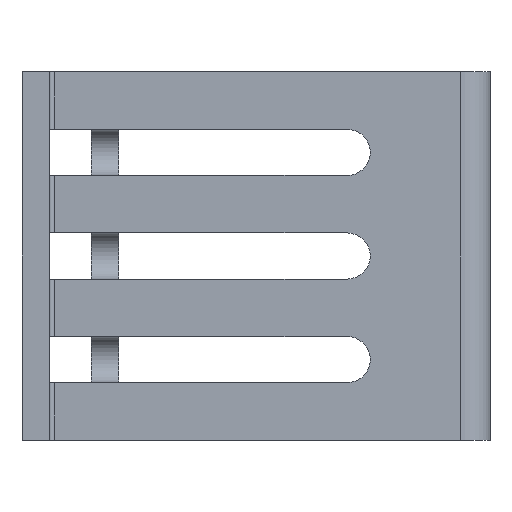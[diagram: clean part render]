
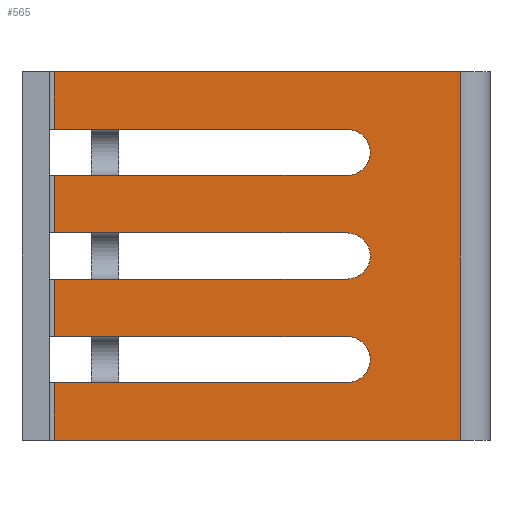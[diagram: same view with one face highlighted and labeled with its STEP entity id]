
A CAD part, left-side view. The second image highlights one B-rep face of the part: STEP entity #565.
In plain terms, the highlighted planar face has unit normal (-1, 0, 0).
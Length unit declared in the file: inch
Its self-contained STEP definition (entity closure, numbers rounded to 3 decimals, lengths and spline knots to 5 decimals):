
#58 = CARTESIAN_POINT ( 'NONE',  ( -0.2561, -0.29173, 0. ) ) ;
#155 = EDGE_CURVE ( 'NONE', #1264, #602, #939, .T. ) ;
#190 = VECTOR ( 'NONE', #4164, 39.37008 ) ;
#223 = LINE ( 'NONE', #2598, #3652 ) ;
#256 = AXIS2_PLACEMENT_3D ( 'NONE', #2319, #3965, #3556 ) ;
#288 = DIRECTION ( 'NONE',  ( 0., -1., 0. ) ) ;
#301 = AXIS2_PLACEMENT_3D ( 'NONE', #1349, #1326, #3319 ) ;
#307 = VECTOR ( 'NONE', #463, 39.37008 ) ;
#401 = VECTOR ( 'NONE', #288, 39.37008 ) ;
#454 = EDGE_CURVE ( 'NONE', #1282, #2606, #1097, .T. ) ;
#463 = DIRECTION ( 'NONE',  ( 0., 0., 1. ) ) ;
#537 = VECTOR ( 'NONE', #3000, 39.37008 ) ;
#543 = ORIENTED_EDGE ( 'NONE', *, *, #454, .F. ) ;
#565 = ADVANCED_FACE ( 'NONE', ( #1999 ), #1200, .F. ) ;
#570 = CARTESIAN_POINT ( 'NONE',  ( -0.2561, -0.29173, -0.1378 ) ) ;
#602 = VERTEX_POINT ( 'NONE', #2954 ) ;
#603 = VERTEX_POINT ( 'NONE', #3274 ) ;
#701 = CARTESIAN_POINT ( 'NONE',  ( -0.2561, 0.05512, -0.08858 ) ) ;
#714 = VERTEX_POINT ( 'NONE', #2390 ) ;
#789 = VECTOR ( 'NONE', #1558, 39.37008 ) ;
#795 = EDGE_CURVE ( 'NONE', #714, #967, #2274, .T. ) ;
#825 = CARTESIAN_POINT ( 'NONE',  ( -0.2561, -0.29173, -0.08858 ) ) ;
#881 = DIRECTION ( 'NONE',  ( 0., 0., 1. ) ) ;
#883 = DIRECTION ( 'NONE',  ( 0., 1., 0. ) ) ;
#914 = DIRECTION ( 'NONE',  ( 1., 0., 0. ) ) ;
#915 = ORIENTED_EDGE ( 'NONE', *, *, #1922, .T. ) ;
#939 = LINE ( 'NONE', #570, #1578 ) ;
#958 = EDGE_CURVE ( 'NONE', #1282, #4047, #1344, .T. ) ;
#967 = VERTEX_POINT ( 'NONE', #1323 ) ;
#974 = CARTESIAN_POINT ( 'NONE',  ( -0.2561, -0.29173, -0.31496 ) ) ;
#1026 = CIRCLE ( 'NONE', #256, 0.01969 ) ;
#1029 = VERTEX_POINT ( 'NONE', #3409 ) ;
#1048 = VERTEX_POINT ( 'NONE', #3063 ) ;
#1097 = LINE ( 'NONE', #2449, #307 ) ;
#1160 = ORIENTED_EDGE ( 'NONE', *, *, #958, .T. ) ;
#1200 = PLANE ( 'NONE',  #301 ) ;
#1219 = DIRECTION ( 'NONE',  ( 0., 1., 0. ) ) ;
#1264 = VERTEX_POINT ( 'NONE', #1824 ) ;
#1282 = VERTEX_POINT ( 'NONE', #2888 ) ;
#1295 = CARTESIAN_POINT ( 'NONE',  ( -0.2561, 0.05512, -0.31496 ) ) ;
#1314 = EDGE_CURVE ( 'NONE', #603, #2606, #223, .T. ) ;
#1323 = CARTESIAN_POINT ( 'NONE',  ( -0.2561, -0.19528, -0.08858 ) ) ;
#1326 = DIRECTION ( 'NONE',  ( 1., 0., 0. ) ) ;
#1335 = CARTESIAN_POINT ( 'NONE',  ( -0.2561, 0.05512, -0.31496 ) ) ;
#1344 = LINE ( 'NONE', #4270, #401 ) ;
#1349 = CARTESIAN_POINT ( 'NONE',  ( -0.2561, -0.29173, -0.31496 ) ) ;
#1373 = ORIENTED_EDGE ( 'NONE', *, *, #4123, .F. ) ;
#1418 = ORIENTED_EDGE ( 'NONE', *, *, #155, .T. ) ;
#1462 = ORIENTED_EDGE ( 'NONE', *, *, #1609, .T. ) ;
#1468 = CARTESIAN_POINT ( 'NONE',  ( -0.2561, -0.29173, -0.31496 ) ) ;
#1528 = VERTEX_POINT ( 'NONE', #701 ) ;
#1543 = ORIENTED_EDGE ( 'NONE', *, *, #1314, .T. ) ;
#1558 = DIRECTION ( 'NONE',  ( 0., 0., 1. ) ) ;
#1576 = VECTOR ( 'NONE', #2236, 39.37008 ) ;
#1578 = VECTOR ( 'NONE', #3550, 39.37008 ) ;
#1583 = LINE ( 'NONE', #2272, #4121 ) ;
#1609 = EDGE_CURVE ( 'NONE', #1048, #1029, #2589, .T. ) ;
#1824 = CARTESIAN_POINT ( 'NONE',  ( -0.2561, 0.05512, -0.1378 ) ) ;
#1922 = EDGE_CURVE ( 'NONE', #3691, #3944, #2517, .T. ) ;
#1999 = FACE_OUTER_BOUND ( 'NONE', #2052, .T. ) ;
#2005 = EDGE_CURVE ( 'NONE', #602, #603, #1026, .T. ) ;
#2052 = EDGE_LOOP ( 'NONE', ( #3119, #2570, #3062, #2823, #1418, #2639, #1543, #543, #1160, #2077, #915, #2956, #1373, #1462, #3097, #4076 ) ) ;
#2072 = VECTOR ( 'NONE', #2678, 39.37008 ) ;
#2077 = ORIENTED_EDGE ( 'NONE', *, *, #3859, .T. ) ;
#2140 = CARTESIAN_POINT ( 'NONE',  ( -0.2561, -0.19528, -0.26575 ) ) ;
#2142 = EDGE_CURVE ( 'NONE', #1029, #3895, #2695, .T. ) ;
#2166 = CARTESIAN_POINT ( 'NONE',  ( -0.2561, -0.19528, -0.0689 ) ) ;
#2231 = CARTESIAN_POINT ( 'NONE',  ( -0.2561, 0.05512, -0.31496 ) ) ;
#2236 = DIRECTION ( 'NONE',  ( 0., -1., 0. ) ) ;
#2251 = CARTESIAN_POINT ( 'NONE',  ( -0.2561, 0.05512, -0.04921 ) ) ;
#2272 = CARTESIAN_POINT ( 'NONE',  ( -0.2561, 0.05512, -0.31496 ) ) ;
#2274 = CIRCLE ( 'NONE', #2623, 0.01969 ) ;
#2319 = CARTESIAN_POINT ( 'NONE',  ( -0.2561, -0.19528, -0.15748 ) ) ;
#2390 = CARTESIAN_POINT ( 'NONE',  ( -0.2561, -0.19528, -0.04921 ) ) ;
#2449 = CARTESIAN_POINT ( 'NONE',  ( -0.2561, 0.05512, -0.31496 ) ) ;
#2465 = VERTEX_POINT ( 'NONE', #1335 ) ;
#2517 = LINE ( 'NONE', #3819, #190 ) ;
#2518 = LINE ( 'NONE', #2541, #1576 ) ;
#2541 = CARTESIAN_POINT ( 'NONE',  ( -0.2561, -0.29173, -0.04921 ) ) ;
#2562 = DIRECTION ( 'NONE',  ( 1., 0., 0. ) ) ;
#2570 = ORIENTED_EDGE ( 'NONE', *, *, #795, .T. ) ;
#2589 = LINE ( 'NONE', #974, #2072 ) ;
#2595 = CIRCLE ( 'NONE', #3082, 0.01969 ) ;
#2598 = CARTESIAN_POINT ( 'NONE',  ( -0.2561, -0.29173, -0.17717 ) ) ;
#2606 = VERTEX_POINT ( 'NONE', #3284 ) ;
#2623 = AXIS2_PLACEMENT_3D ( 'NONE', #2166, #2562, #883 ) ;
#2639 = ORIENTED_EDGE ( 'NONE', *, *, #2005, .T. ) ;
#2678 = DIRECTION ( 'NONE',  ( 0., 0., 1. ) ) ;
#2695 = LINE ( 'NONE', #58, #537 ) ;
#2786 = VECTOR ( 'NONE', #2833, 39.37008 ) ;
#2796 = DIRECTION ( 'NONE',  ( 0., 1., 0. ) ) ;
#2823 = ORIENTED_EDGE ( 'NONE', *, *, #4279, .F. ) ;
#2833 = DIRECTION ( 'NONE',  ( 0., 1., 0. ) ) ;
#2888 = CARTESIAN_POINT ( 'NONE',  ( -0.2561, 0.05512, -0.22638 ) ) ;
#2900 = CARTESIAN_POINT ( 'NONE',  ( -0.2561, -0.19528, -0.24606 ) ) ;
#2939 = CARTESIAN_POINT ( 'NONE',  ( -0.2561, -0.19528, -0.22638 ) ) ;
#2954 = CARTESIAN_POINT ( 'NONE',  ( -0.2561, -0.19528, -0.1378 ) ) ;
#2956 = ORIENTED_EDGE ( 'NONE', *, *, #4306, .F. ) ;
#3000 = DIRECTION ( 'NONE',  ( 0., 1., 0. ) ) ;
#3062 = ORIENTED_EDGE ( 'NONE', *, *, #3194, .T. ) ;
#3063 = CARTESIAN_POINT ( 'NONE',  ( -0.2561, -0.29173, -0.31496 ) ) ;
#3082 = AXIS2_PLACEMENT_3D ( 'NONE', #2900, #914, #1219 ) ;
#3097 = ORIENTED_EDGE ( 'NONE', *, *, #2142, .T. ) ;
#3115 = LINE ( 'NONE', #1468, #4053 ) ;
#3119 = ORIENTED_EDGE ( 'NONE', *, *, #3295, .T. ) ;
#3134 = LINE ( 'NONE', #825, #2786 ) ;
#3194 = EDGE_CURVE ( 'NONE', #967, #1528, #3134, .T. ) ;
#3274 = CARTESIAN_POINT ( 'NONE',  ( -0.2561, -0.19528, -0.17717 ) ) ;
#3284 = CARTESIAN_POINT ( 'NONE',  ( -0.2561, 0.05512, -0.17717 ) ) ;
#3295 = EDGE_CURVE ( 'NONE', #4301, #714, #2518, .T. ) ;
#3319 = DIRECTION ( 'NONE',  ( 0., 1., 0. ) ) ;
#3409 = CARTESIAN_POINT ( 'NONE',  ( -0.2561, -0.29173, 0. ) ) ;
#3550 = DIRECTION ( 'NONE',  ( 0., -1., 0. ) ) ;
#3556 = DIRECTION ( 'NONE',  ( 0., 1., 0. ) ) ;
#3625 = CARTESIAN_POINT ( 'NONE',  ( -0.2561, 0.05512, -0.26575 ) ) ;
#3628 = VECTOR ( 'NONE', #881, 39.37008 ) ;
#3652 = VECTOR ( 'NONE', #4226, 39.37008 ) ;
#3691 = VERTEX_POINT ( 'NONE', #2140 ) ;
#3819 = CARTESIAN_POINT ( 'NONE',  ( -0.2561, -0.29173, -0.26575 ) ) ;
#3859 = EDGE_CURVE ( 'NONE', #4047, #3691, #2595, .T. ) ;
#3895 = VERTEX_POINT ( 'NONE', #4282 ) ;
#3919 = LINE ( 'NONE', #1295, #789 ) ;
#3943 = DIRECTION ( 'NONE',  ( 0., 0., 1. ) ) ;
#3944 = VERTEX_POINT ( 'NONE', #3625 ) ;
#3965 = DIRECTION ( 'NONE',  ( 1., 0., 0. ) ) ;
#4047 = VERTEX_POINT ( 'NONE', #2939 ) ;
#4053 = VECTOR ( 'NONE', #2796, 39.37008 ) ;
#4076 = ORIENTED_EDGE ( 'NONE', *, *, #4246, .F. ) ;
#4121 = VECTOR ( 'NONE', #3943, 39.37008 ) ;
#4123 = EDGE_CURVE ( 'NONE', #1048, #2465, #3115, .T. ) ;
#4164 = DIRECTION ( 'NONE',  ( 0., 1., 0. ) ) ;
#4226 = DIRECTION ( 'NONE',  ( 0., 1., 0. ) ) ;
#4246 = EDGE_CURVE ( 'NONE', #4301, #3895, #1583, .T. ) ;
#4267 = LINE ( 'NONE', #2231, #3628 ) ;
#4270 = CARTESIAN_POINT ( 'NONE',  ( -0.2561, -0.29173, -0.22638 ) ) ;
#4279 = EDGE_CURVE ( 'NONE', #1264, #1528, #4267, .T. ) ;
#4282 = CARTESIAN_POINT ( 'NONE',  ( -0.2561, 0.05512, 0. ) ) ;
#4301 = VERTEX_POINT ( 'NONE', #2251 ) ;
#4306 = EDGE_CURVE ( 'NONE', #2465, #3944, #3919, .T. ) ;
